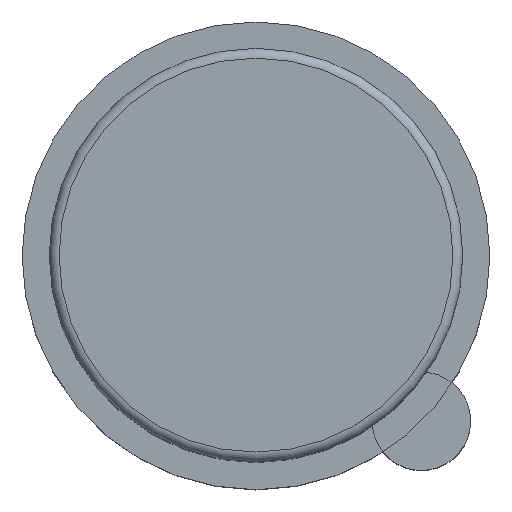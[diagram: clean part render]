
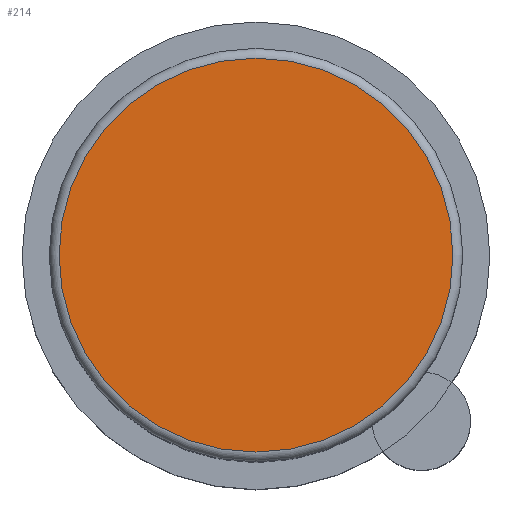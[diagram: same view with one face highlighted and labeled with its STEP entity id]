
A CAD part, top view. The second image highlights one B-rep face of the part: STEP entity #214.
In plain terms, the highlighted planar face has unit normal (0, 0, 1).
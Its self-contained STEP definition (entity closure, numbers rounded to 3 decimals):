
#173 = VERTEX_POINT('',#174);
#174 = CARTESIAN_POINT('',(4.,0.,11.5));
#183 = EDGE_CURVE('',#173,#173,#184,.T.);
#184 = CIRCLE('',#185,4.);
#185 = AXIS2_PLACEMENT_3D('',#186,#187,#188);
#186 = CARTESIAN_POINT('',(-0.,-0.,11.5));
#187 = DIRECTION('',(0.,-0.,1.));
#188 = DIRECTION('',(1.,0.,0.));
#214 = ADVANCED_FACE('',(#215),#218,.T.);
#215 = FACE_BOUND('',#216,.T.);
#216 = EDGE_LOOP('',(#217));
#217 = ORIENTED_EDGE('',*,*,#183,.T.);
#218 = PLANE('',#219);
#219 = AXIS2_PLACEMENT_3D('',#220,#221,#222);
#220 = CARTESIAN_POINT('',(0.,0.,11.5));
#221 = DIRECTION('',(0.,0.,1.));
#222 = DIRECTION('',(1.,0.,0.));
